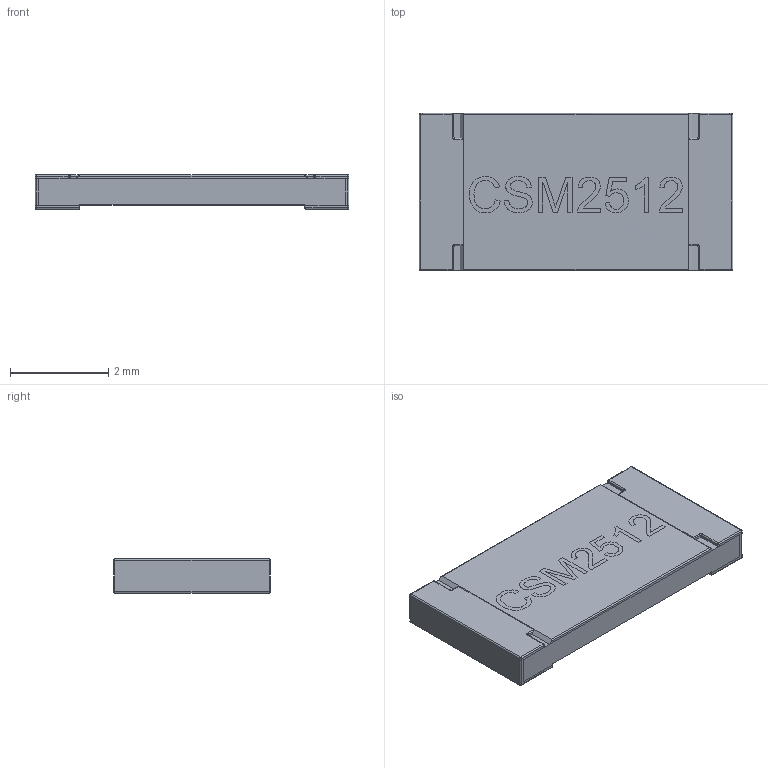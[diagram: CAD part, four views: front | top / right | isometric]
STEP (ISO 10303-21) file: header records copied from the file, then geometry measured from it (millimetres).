
FILE_DESCRIPTION(/* description */ (''),/* implementation_level */ '2;1');
FILE_NAME(/* name */ 'RES -STACKPOLE CSM2512.step',/* time_stamp */ '2023-11-27T18:03:19Z',/* author */ (''),/* organization */ (''),/* preprocessor_version */ 'ST-DEVELOPER v20',/* originating_system */ 'Autodesk Translation Framework v12.14.0.127',/* authorisation */ '');
FILE_SCHEMA (('AUTOMOTIVE_DESIGN { 1 0 10303 214 3 1 1 }'));
Length unit declared in the file: millimetre
Products named in the file (1): RES -STACKPOLE CSM2512
Bounding box: 6.4 x 3.2 x 0.7 mm (x, y, z)
Volume: 13.2 mm3; surface area: 54.8 mm2
Topology: 1 solids, 1 shells, 117 faces, 399 edges, 291 vertices
Faces by surface type: plane 51, cylinder 50, sphere 12, torus 4
Entity records: 4710 total; most frequent: CARTESIAN_POINT 1248, ORIENTED_EDGE 798, DIRECTION 613, EDGE_CURVE 399, VERTEX_POINT 291, AXIS2_PLACEMENT_3D 206, LINE 201, VECTOR 201
